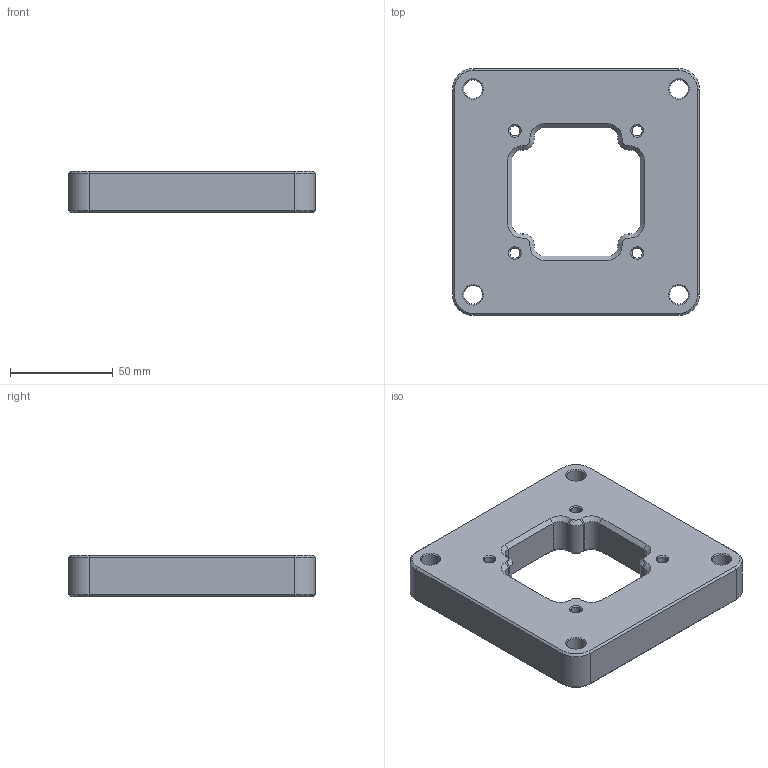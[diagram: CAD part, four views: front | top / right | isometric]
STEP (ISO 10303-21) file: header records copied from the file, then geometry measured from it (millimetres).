
FILE_DESCRIPTION (( 'STEP AP203' ), '1' );
FILE_NAME ('C1A-CF7-STP.step', '2025-02-26T06:55:01', ( '' ), ( '' ), 'SwSTEP 2.0', 'SolidWorks 2011', '' );
FILE_SCHEMA (( 'CONFIG_CONTROL_DESIGN' ));
Length unit declared in the file: millimetre
Products named in the file (1): C1A-CF7-STP
Bounding box: 120 x 120 x 20 mm (x, y, z)
Volume: 210085.6 mm3; surface area: 37243.1 mm2
Topology: 1 solids, 1 shells, 146 faces, 336 edges, 192 vertices
Faces by surface type: cone 64, plane 50, cylinder 32
Entity records: 4153 total; most frequent: DIRECTION 758, CARTESIAN_POINT 675, ORIENTED_EDGE 672, EDGE_CURVE 336, AXIS2_PLACEMENT_3D 275, VECTOR 208, LINE 208, VERTEX_POINT 192
